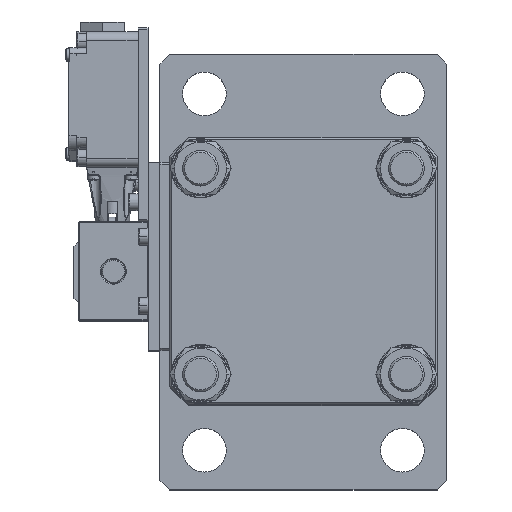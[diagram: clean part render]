
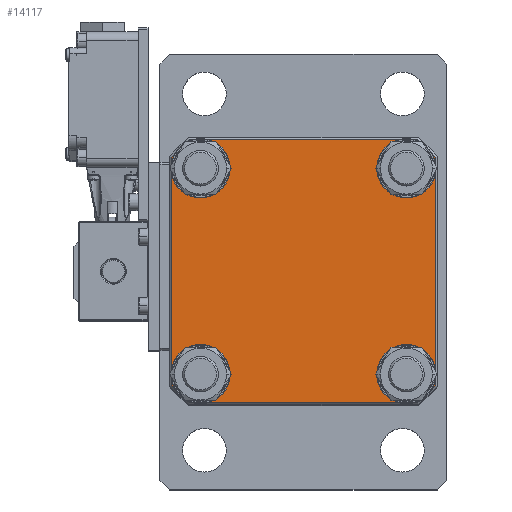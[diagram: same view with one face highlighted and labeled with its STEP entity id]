
A CAD part, top view. The second image highlights one B-rep face of the part: STEP entity #14117.
In plain terms, the highlighted face is planar.
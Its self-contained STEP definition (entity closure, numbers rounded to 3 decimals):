
#1200 = CARTESIAN_POINT ( 'NONE',  ( 10818.36, -25904.085, 0. ) ) ;
#1201 = DIRECTION ( 'NONE',  ( 0., 0., 1. ) ) ;
#1202 = DIRECTION ( 'NONE',  ( 1., 0., 0. ) ) ;
#1203 = CARTESIAN_POINT ( 'NONE',  ( 10714.36, -26008.085, 0. ) ) ;
#1204 = DIRECTION ( 'NONE',  ( 0., 0., 1. ) ) ;
#1205 = DIRECTION ( 'NONE',  ( 1., 0., 0. ) ) ;
#1206 = CARTESIAN_POINT ( 'NONE',  ( 10714.36, -25904.085, 0. ) ) ;
#1207 = DIRECTION ( 'NONE',  ( 0., 0., 1. ) ) ;
#1208 = DIRECTION ( 'NONE',  ( 1., 0., 0. ) ) ;
#1209 = CARTESIAN_POINT ( 'NONE',  ( 10818.36, -26008.085, 0. ) ) ;
#1210 = DIRECTION ( 'NONE',  ( 0., 0., 1. ) ) ;
#1211 = DIRECTION ( 'NONE',  ( 1., 0., 0. ) ) ;
#1212 = CARTESIAN_POINT ( 'NONE',  ( 10766.36, -25956.085, 0. ) ) ;
#1213 = DIRECTION ( 'NONE',  ( 0., 0., -1. ) ) ;
#1214 = DIRECTION ( 'NONE',  ( 1., 0., 0. ) ) ;
#1215 = CARTESIAN_POINT ( 'NONE',  ( 10832.86, -25956.085, 0. ) ) ;
#1216 = DIRECTION ( 'NONE',  ( 0., -1., 0. ) ) ;
#1217 = CARTESIAN_POINT ( 'NONE',  ( 10766.36, -25956.085, 0. ) ) ;
#1218 = DIRECTION ( 'NONE',  ( 0., 0., -1. ) ) ;
#1219 = DIRECTION ( 'NONE',  ( 1., 0., 0. ) ) ;
#1220 = CARTESIAN_POINT ( 'NONE',  ( 10766.36, -25889.585, 0. ) ) ;
#1221 = DIRECTION ( 'NONE',  ( 1., 0., 0. ) ) ;
#1222 = CARTESIAN_POINT ( 'NONE',  ( 10766.36, -25956.085, 0. ) ) ;
#1223 = DIRECTION ( 'NONE',  ( 0., 0., -1. ) ) ;
#1224 = DIRECTION ( 'NONE',  ( 1., 0., 0. ) ) ;
#1225 = CARTESIAN_POINT ( 'NONE',  ( 10699.86, -25956.085, 0. ) ) ;
#1226 = DIRECTION ( 'NONE',  ( 0., 1., 0. ) ) ;
#1227 = CARTESIAN_POINT ( 'NONE',  ( 10766.36, -26022.585, 0. ) ) ;
#1228 = DIRECTION ( 'NONE',  ( -1., 0., 0. ) ) ;
#1229 = CARTESIAN_POINT ( 'NONE',  ( 10766.36, -25956.085, 0. ) ) ;
#1230 = DIRECTION ( 'NONE',  ( 0., 0., -1. ) ) ;
#1231 = DIRECTION ( 'NONE',  ( 1., 0., 0. ) ) ;
#1275 = CARTESIAN_POINT ( 'NONE',  ( 10714.36, -25904.085, 0. ) ) ;
#1276 = DIRECTION ( 'NONE',  ( 0., 0., 1. ) ) ;
#1277 = DIRECTION ( 'NONE',  ( 1., 0., 0. ) ) ;
#1288 = CARTESIAN_POINT ( 'NONE',  ( 10714.36, -26008.085, 0. ) ) ;
#1289 = DIRECTION ( 'NONE',  ( 0., 0., 1. ) ) ;
#1290 = DIRECTION ( 'NONE',  ( 1., 0., 0. ) ) ;
#1298 = CARTESIAN_POINT ( 'NONE',  ( 10818.36, -26008.085, 0. ) ) ;
#1299 = DIRECTION ( 'NONE',  ( 0., 0., 1. ) ) ;
#1300 = DIRECTION ( 'NONE',  ( 1., 0., 0. ) ) ;
#1308 = CARTESIAN_POINT ( 'NONE',  ( 10818.36, -25904.085, 0. ) ) ;
#1309 = DIRECTION ( 'NONE',  ( 0., 0., 1. ) ) ;
#1310 = DIRECTION ( 'NONE',  ( 1., 0., 0. ) ) ;
#5618 = EDGE_LOOP ( 'NONE', ( #63818, #63830, #63829, #63831, #63832, #63833, #63834, #63835 ) ) ;
#5619 = EDGE_LOOP ( 'NONE', ( #63838, #63837 ) ) ;
#5620 = EDGE_LOOP ( 'NONE', ( #63840, #63839 ) ) ;
#5621 = EDGE_LOOP ( 'NONE', ( #63842, #63841 ) ) ;
#5622 = EDGE_LOOP ( 'NONE', ( #63844, #63843 ) ) ;
#6822 = CARTESIAN_POINT ( 'NONE',  ( 10723.61, -26008.085, 0. ) ) ;
#6824 = CARTESIAN_POINT ( 'NONE',  ( 10705.11, -26008.085, 0. ) ) ;
#6826 = CARTESIAN_POINT ( 'NONE',  ( 10723.61, -25904.085, 0. ) ) ;
#6938 = CARTESIAN_POINT ( 'NONE',  ( 10827.61, -25904.085, 0. ) ) ;
#6939 = CARTESIAN_POINT ( 'NONE',  ( 10809.11, -25904.085, 0. ) ) ;
#6942 = CARTESIAN_POINT ( 'NONE',  ( 10827.61, -26008.085, 0. ) ) ;
#6949 = CARTESIAN_POINT ( 'NONE',  ( 10823.994, -26022.585, 0. ) ) ;
#7154 = CARTESIAN_POINT ( 'NONE',  ( 10832.86, -26013.72, 0. ) ) ;
#7155 = CARTESIAN_POINT ( 'NONE',  ( 10832.86, -25898.451, 0. ) ) ;
#7156 = CARTESIAN_POINT ( 'NONE',  ( 10823.994, -25889.585, 0. ) ) ;
#7157 = CARTESIAN_POINT ( 'NONE',  ( 10708.725, -25889.585, 0. ) ) ;
#7158 = CARTESIAN_POINT ( 'NONE',  ( 10699.86, -25898.451, 0. ) ) ;
#7159 = CARTESIAN_POINT ( 'NONE',  ( 10699.86, -26013.72, 0. ) ) ;
#7160 = CARTESIAN_POINT ( 'NONE',  ( 10708.725, -26022.585, 0. ) ) ;
#7273 = CARTESIAN_POINT ( 'NONE',  ( 10705.11, -25904.085, 0. ) ) ;
#7286 = CARTESIAN_POINT ( 'NONE',  ( 10809.11, -26008.085, 0. ) ) ;
#14117 = ADVANCED_FACE ( 'NONE', ( #38335, #38338, #38340, #38342, #38344 ), #58478, .F. ) ;
#38335 = FACE_OUTER_BOUND ( 'NONE', #5618, .T. ) ;
#38338 = FACE_BOUND ( 'NONE', #5619, .T. ) ;
#38340 = FACE_BOUND ( 'NONE', #5620, .T. ) ;
#38342 = FACE_BOUND ( 'NONE', #5621, .T. ) ;
#38344 = FACE_BOUND ( 'NONE', #5622, .T. ) ;
#39909 = CIRCLE ( 'NONE', #39918, 9.25 ) ;
#39914 = CIRCLE ( 'NONE', #39936, 88. ) ;
#39917 = CIRCLE ( 'NONE', #39933, 88. ) ;
#39918 = AXIS2_PLACEMENT_3D ( 'NONE', #1200, #1201, #1202 ) ;
#39919 = CIRCLE ( 'NONE', #39920, 9.25 ) ;
#39920 = AXIS2_PLACEMENT_3D ( 'NONE', #1203, #1204, #1205 ) ;
#39921 = CIRCLE ( 'NONE', #39922, 9.25 ) ;
#39922 = AXIS2_PLACEMENT_3D ( 'NONE', #1206, #1207, #1208 ) ;
#39923 = CIRCLE ( 'NONE', #39924, 9.25 ) ;
#39924 = AXIS2_PLACEMENT_3D ( 'NONE', #1209, #1210, #1211 ) ;
#39925 = CIRCLE ( 'NONE', #39926, 88. ) ;
#39926 = AXIS2_PLACEMENT_3D ( 'NONE', #1212, #1213, #1214 ) ;
#39927 = CIRCLE ( 'NONE', #39930, 88. ) ;
#39929 = VECTOR ( 'NONE', #1216, 1000. ) ;
#39930 = AXIS2_PLACEMENT_3D ( 'NONE', #1217, #1218, #1219 ) ;
#39932 = VECTOR ( 'NONE', #1221, 1000. ) ;
#39933 = AXIS2_PLACEMENT_3D ( 'NONE', #1222, #1223, #1224 ) ;
#39934 = VECTOR ( 'NONE', #1226, 1000. ) ;
#39935 = VECTOR ( 'NONE', #1228, 1000. ) ;
#39936 = AXIS2_PLACEMENT_3D ( 'NONE', #1229, #1230, #1231 ) ;
#39963 = CIRCLE ( 'NONE', #39965, 9.25 ) ;
#39965 = AXIS2_PLACEMENT_3D ( 'NONE', #1275, #1276, #1277 ) ;
#39969 = CIRCLE ( 'NONE', #39974, 9.25 ) ;
#39974 = AXIS2_PLACEMENT_3D ( 'NONE', #1288, #1289, #1290 ) ;
#39980 = CIRCLE ( 'NONE', #39984, 9.25 ) ;
#39984 = AXIS2_PLACEMENT_3D ( 'NONE', #1298, #1299, #1300 ) ;
#39987 = CIRCLE ( 'NONE', #39990, 9.25 ) ;
#39990 = AXIS2_PLACEMENT_3D ( 'NONE', #1308, #1309, #1310 ) ;
#42922 = EDGE_CURVE ( 'NONE', #44306, #44308, #39909, .T. ) ;
#42923 = EDGE_CURVE ( 'NONE', #44104, #44108, #39919, .T. ) ;
#42924 = EDGE_CURVE ( 'NONE', #44111, #44963, #39921, .T. ) ;
#42925 = EDGE_CURVE ( 'NONE', #44312, #44988, #39923, .T. ) ;
#42926 = EDGE_CURVE ( 'NONE', #44724, #44325, #39925, .T. ) ;
#42927 = EDGE_CURVE ( 'NONE', #44727, #44724, #73999, .T. ) ;
#42928 = EDGE_CURVE ( 'NONE', #44728, #44727, #39927, .T. ) ;
#42929 = EDGE_CURVE ( 'NONE', #44731, #44728, #74000, .T. ) ;
#42930 = EDGE_CURVE ( 'NONE', #44732, #44731, #39917, .T. ) ;
#42931 = EDGE_CURVE ( 'NONE', #44735, #44732, #74001, .T. ) ;
#42932 = EDGE_CURVE ( 'NONE', #44325, #44736, #74002, .T. ) ;
#42933 = EDGE_CURVE ( 'NONE', #44736, #44735, #39914, .T. ) ;
#42950 = EDGE_CURVE ( 'NONE', #44963, #44111, #39963, .T. ) ;
#42955 = EDGE_CURVE ( 'NONE', #44108, #44104, #39969, .T. ) ;
#42959 = EDGE_CURVE ( 'NONE', #44988, #44312, #39980, .T. ) ;
#42963 = EDGE_CURVE ( 'NONE', #44308, #44306, #39987, .T. ) ;
#44104 = VERTEX_POINT ( 'NONE', #6822 ) ;
#44108 = VERTEX_POINT ( 'NONE', #6824 ) ;
#44111 = VERTEX_POINT ( 'NONE', #6826 ) ;
#44306 = VERTEX_POINT ( 'NONE', #6938 ) ;
#44308 = VERTEX_POINT ( 'NONE', #6939 ) ;
#44312 = VERTEX_POINT ( 'NONE', #6942 ) ;
#44325 = VERTEX_POINT ( 'NONE', #6949 ) ;
#44724 = VERTEX_POINT ( 'NONE', #7154 ) ;
#44727 = VERTEX_POINT ( 'NONE', #7155 ) ;
#44728 = VERTEX_POINT ( 'NONE', #7156 ) ;
#44731 = VERTEX_POINT ( 'NONE', #7157 ) ;
#44732 = VERTEX_POINT ( 'NONE', #7158 ) ;
#44735 = VERTEX_POINT ( 'NONE', #7159 ) ;
#44736 = VERTEX_POINT ( 'NONE', #7160 ) ;
#44963 = VERTEX_POINT ( 'NONE', #7273 ) ;
#44988 = VERTEX_POINT ( 'NONE', #7286 ) ;
#58478 = PLANE ( 'NONE',  #85929 ) ;
#58479 = CARTESIAN_POINT ( 'NONE',  ( 10766.36, -25956.085, 0. ) ) ;
#58480 = DIRECTION ( 'NONE',  ( 0., 0., 1. ) ) ;
#58481 = DIRECTION ( 'NONE',  ( 1., 0., 0. ) ) ;
#63818 = ORIENTED_EDGE ( 'NONE', *, *, #42932, .T. ) ;
#63829 = ORIENTED_EDGE ( 'NONE', *, *, #42931, .T. ) ;
#63830 = ORIENTED_EDGE ( 'NONE', *, *, #42933, .T. ) ;
#63831 = ORIENTED_EDGE ( 'NONE', *, *, #42930, .T. ) ;
#63832 = ORIENTED_EDGE ( 'NONE', *, *, #42929, .T. ) ;
#63833 = ORIENTED_EDGE ( 'NONE', *, *, #42928, .T. ) ;
#63834 = ORIENTED_EDGE ( 'NONE', *, *, #42927, .T. ) ;
#63835 = ORIENTED_EDGE ( 'NONE', *, *, #42926, .T. ) ;
#63837 = ORIENTED_EDGE ( 'NONE', *, *, #42925, .T. ) ;
#63838 = ORIENTED_EDGE ( 'NONE', *, *, #42959, .T. ) ;
#63839 = ORIENTED_EDGE ( 'NONE', *, *, #42924, .T. ) ;
#63840 = ORIENTED_EDGE ( 'NONE', *, *, #42950, .T. ) ;
#63841 = ORIENTED_EDGE ( 'NONE', *, *, #42923, .T. ) ;
#63842 = ORIENTED_EDGE ( 'NONE', *, *, #42955, .T. ) ;
#63843 = ORIENTED_EDGE ( 'NONE', *, *, #42922, .T. ) ;
#63844 = ORIENTED_EDGE ( 'NONE', *, *, #42963, .T. ) ;
#73999 = LINE ( 'NONE', #1215, #39929 ) ;
#74000 = LINE ( 'NONE', #1220, #39932 ) ;
#74001 = LINE ( 'NONE', #1225, #39934 ) ;
#74002 = LINE ( 'NONE', #1227, #39935 ) ;
#85929 = AXIS2_PLACEMENT_3D ( 'NONE', #58479, #58480, #58481 ) ;
